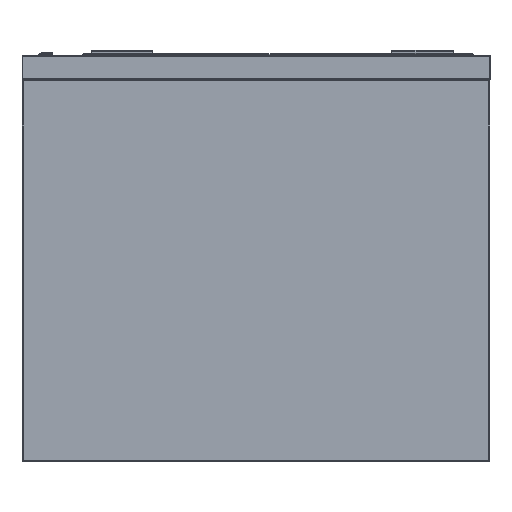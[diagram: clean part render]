
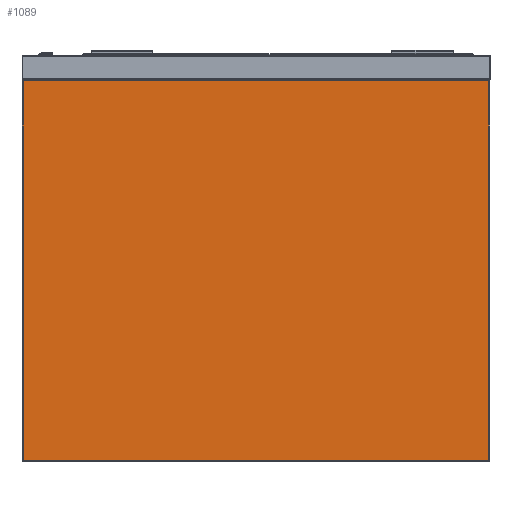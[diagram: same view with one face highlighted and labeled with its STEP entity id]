
A CAD part, left-side view. The second image highlights one B-rep face of the part: STEP entity #1089.
In plain terms, the highlighted planar face has unit normal (-1, 0, 0).
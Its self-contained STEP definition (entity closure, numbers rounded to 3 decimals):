
#322 = CARTESIAN_POINT ( 'NONE',  ( -880., -378., -42. ) ) ;
#1089 = ADVANCED_FACE ( 'Fl�che7', ( #34438 ), #8075, .T. ) ;
#1359 = EDGE_LOOP ( 'NONE', ( #8653, #30575, #19189, #27983 ) ) ;
#3170 = CARTESIAN_POINT ( 'NONE',  ( -880., -378., -658. ) ) ;
#3565 = CARTESIAN_POINT ( 'NONE',  ( -880., -378., -660. ) ) ;
#3759 = CARTESIAN_POINT ( 'NONE',  ( -880., 378., -660. ) ) ;
#5570 = CARTESIAN_POINT ( 'NONE',  ( -880., 378., -658. ) ) ;
#6685 = VERTEX_POINT ( 'NONE', #322 ) ;
#7388 = VECTOR ( 'NONE', #22976, 1000. ) ;
#8075 = PLANE ( 'NONE',  #35314 ) ;
#8653 = ORIENTED_EDGE ( 'NONE', *, *, #23885, .T. ) ;
#11634 = CARTESIAN_POINT ( 'NONE',  ( -880., -380., -660. ) ) ;
#11815 = VECTOR ( 'NONE', #17891, 1000. ) ;
#12212 = EDGE_CURVE ( 'NONE', #6685, #36461, #16057, .T. ) ;
#13250 = CARTESIAN_POINT ( 'NONE',  ( -880., 378., -42. ) ) ;
#14966 = VERTEX_POINT ( 'NONE', #5570 ) ;
#15429 = EDGE_CURVE ( 'NONE', #14966, #19692, #31831, .T. ) ;
#16057 = LINE ( 'NONE', #26806, #34498 ) ;
#17891 = DIRECTION ( 'NONE',  ( 0., -1., 0. ) ) ;
#19189 = ORIENTED_EDGE ( 'NONE', *, *, #21663, .T. ) ;
#19573 = DIRECTION ( 'NONE',  ( -1., 0., 0. ) ) ;
#19692 = VERTEX_POINT ( 'NONE', #3170 ) ;
#21663 = EDGE_CURVE ( 'NONE', #36461, #14966, #29587, .T. ) ;
#22976 = DIRECTION ( 'NONE',  ( 0., 0., 1. ) ) ;
#23530 = CARTESIAN_POINT ( 'NONE',  ( -880., -380., -658. ) ) ;
#23885 = EDGE_CURVE ( 'NONE', #19692, #6685, #34856, .T. ) ;
#23909 = DIRECTION ( 'NONE',  ( 0., 0., -1. ) ) ;
#24157 = DIRECTION ( 'NONE',  ( 0., 1., 0. ) ) ;
#26806 = CARTESIAN_POINT ( 'NONE',  ( -880., 380., -42. ) ) ;
#27983 = ORIENTED_EDGE ( 'NONE', *, *, #15429, .T. ) ;
#28996 = VECTOR ( 'NONE', #23909, 1000. ) ;
#29587 = LINE ( 'NONE', #3759, #28996 ) ;
#30575 = ORIENTED_EDGE ( 'NONE', *, *, #12212, .T. ) ;
#31831 = LINE ( 'NONE', #23530, #11815 ) ;
#34438 = FACE_OUTER_BOUND ( 'NONE', #1359, .T. ) ;
#34498 = VECTOR ( 'NONE', #24157, 1000. ) ;
#34856 = LINE ( 'NONE', #3565, #7388 ) ;
#35314 = AXIS2_PLACEMENT_3D ( 'NONE', #11634, #19573, #37111 ) ;
#36461 = VERTEX_POINT ( 'NONE', #13250 ) ;
#37111 = DIRECTION ( 'NONE',  ( 0., 0., 1. ) ) ;
